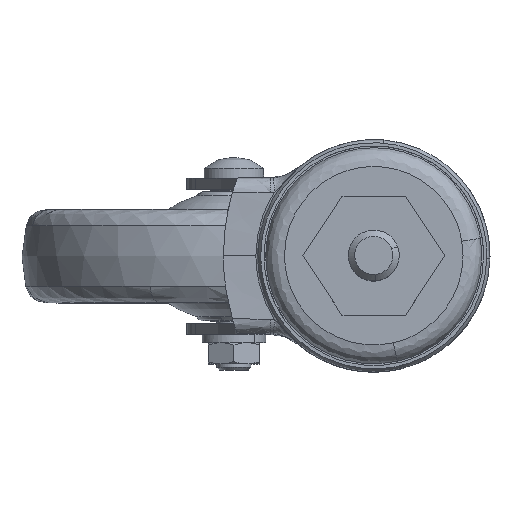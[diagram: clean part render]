
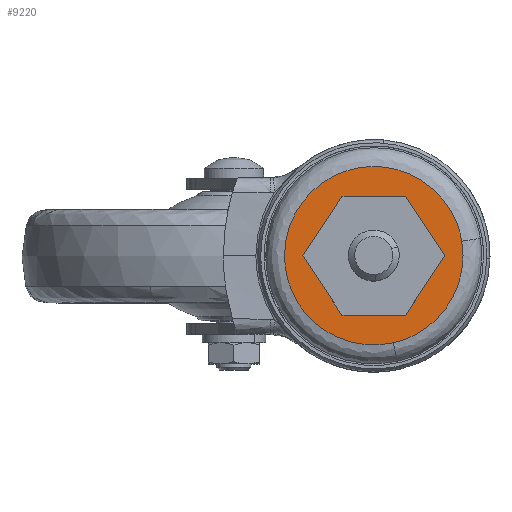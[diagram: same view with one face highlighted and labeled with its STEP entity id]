
A CAD part, top view. The second image highlights one B-rep face of the part: STEP entity #9220.
In plain terms, the highlighted free-form (B-spline) face has degree [1, 1] with [2, 2] control points.
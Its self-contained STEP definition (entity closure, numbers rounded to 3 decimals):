
#5385=CARTESIAN_POINT('',(-6.621,6.952,-1.8));
#5386=VERTEX_POINT('',#5385);
#5392=CARTESIAN_POINT('',(-9.6,0.0,-1.8));
#5393=VERTEX_POINT('',#5392);
#5394=CARTESIAN_POINT('',(-6.621,6.952,-1.8));
#5395=CARTESIAN_POINT('',(-9.6,4.114,-1.8));
#5396=CARTESIAN_POINT('',(-9.6,0.0,-1.8));
#5404=(BOUNDED_CURVE()B_SPLINE_CURVE(2,(#5394,#5395,#5396),.UNSPECIFIED.,.F.,.U.)B_SPLINE_CURVE_WITH_KNOTS((3,3),(0.371,0.5),.UNSPECIFIED.)CURVE()GEOMETRIC_REPRESENTATION_ITEM()RATIONAL_B_SPLINE_CURVE((0.854,0.849,1.0))REPRESENTATION_ITEM(''));
#5405=EDGE_CURVE('',#5386,#5393,#5404,.T.);
#5407=CARTESIAN_POINT('',(9.6,0.0,-1.8));
#5408=VERTEX_POINT('',#5407);
#5409=CARTESIAN_POINT('',(-9.6,0.0,-1.8));
#5410=CARTESIAN_POINT('',(-9.6,-9.6,-1.8));
#5411=CARTESIAN_POINT('',(0.,-9.6,-1.8));
#5412=CARTESIAN_POINT('',(9.6,-9.6,-1.8));
#5413=CARTESIAN_POINT('',(9.6,0.0,-1.8));
#5421=(BOUNDED_CURVE()B_SPLINE_CURVE(2,(#5409,#5410,#5411,#5412,#5413),.UNSPECIFIED.,.F.,.U.)B_SPLINE_CURVE_WITH_KNOTS((3,2,3),(0.5,0.75,1.0),.UNSPECIFIED.)CURVE()GEOMETRIC_REPRESENTATION_ITEM()RATIONAL_B_SPLINE_CURVE((1.0,0.707,1.0,0.707,1.0))REPRESENTATION_ITEM(''));
#5422=EDGE_CURVE('',#5393,#5408,#5421,.T.);
#5424=CARTESIAN_POINT('',(-0.084,9.6,-1.8));
#5425=VERTEX_POINT('',#5424);
#5426=CARTESIAN_POINT('',(9.6,0.0,-1.8));
#5427=CARTESIAN_POINT('',(9.6,9.6,-1.8));
#5428=CARTESIAN_POINT('',(0.,9.6,-1.8));
#5429=CARTESIAN_POINT('',(-0.042,9.6,-1.8));
#5430=CARTESIAN_POINT('',(-0.084,9.6,-1.8));
#5438=(BOUNDED_CURVE()B_SPLINE_CURVE(2,(#5426,#5427,#5428,#5429,#5430),.UNSPECIFIED.,.F.,.U.)B_SPLINE_CURVE_WITH_KNOTS((3,2,3),(0.0,0.25,0.252),.UNSPECIFIED.)CURVE()GEOMETRIC_REPRESENTATION_ITEM()RATIONAL_B_SPLINE_CURVE((1.0,0.707,1.0,0.998,0.996))REPRESENTATION_ITEM(''));
#5439=EDGE_CURVE('',#5408,#5425,#5438,.T.);
#5526=CARTESIAN_POINT('',(-0.084,9.6,-1.8));
#5527=CARTESIAN_POINT('',(-3.875,9.567,-1.8));
#5528=CARTESIAN_POINT('',(-6.621,6.952,-1.8));
#5536=(BOUNDED_CURVE()B_SPLINE_CURVE(2,(#5526,#5527,#5528),.UNSPECIFIED.,.F.,.U.)B_SPLINE_CURVE_WITH_KNOTS((3,3),(0.252,0.371),.UNSPECIFIED.)CURVE()GEOMETRIC_REPRESENTATION_ITEM()RATIONAL_B_SPLINE_CURVE((0.996,0.858,0.854))REPRESENTATION_ITEM(''));
#5537=EDGE_CURVE('',#5425,#5386,#5536,.T.);
#8196=CARTESIAN_POINT('',(4.607,-20.545,-1.8));
#8197=VERTEX_POINT('',#8196);
#8211=CARTESIAN_POINT('',(-21.055,0.0,-1.8));
#8212=VERTEX_POINT('',#8211);
#8213=CARTESIAN_POINT('',(4.607,-20.545,-1.8));
#8214=CARTESIAN_POINT('',(2.332,-21.055,-1.8));
#8215=CARTESIAN_POINT('',(0.0,-21.055,-1.8));
#8216=CARTESIAN_POINT('',(-21.055,-21.055,-1.8));
#8217=CARTESIAN_POINT('',(-21.055,0.0,-1.8));
#8225=(BOUNDED_CURVE()B_SPLINE_CURVE(2,(#8213,#8214,#8215,#8216,#8217),.UNSPECIFIED.,.F.,.U.)B_SPLINE_CURVE_WITH_KNOTS((3,2,3),(0.713,0.75,1.0),.UNSPECIFIED.)CURVE()GEOMETRIC_REPRESENTATION_ITEM()RATIONAL_B_SPLINE_CURVE((0.925,0.956,1.0,0.707,1.0))REPRESENTATION_ITEM(''));
#8226=EDGE_CURVE('',#8197,#8212,#8225,.T.);
#8228=CARTESIAN_POINT('',(20.774,3.424,-1.8));
#8229=VERTEX_POINT('',#8228);
#8230=CARTESIAN_POINT('',(-21.055,0.0,-1.8));
#8231=CARTESIAN_POINT('',(-21.055,21.055,-1.8));
#8232=CARTESIAN_POINT('',(0.0,21.055,-1.8));
#8233=CARTESIAN_POINT('',(17.868,21.055,-1.8));
#8234=CARTESIAN_POINT('',(20.774,3.424,-1.8));
#8242=(BOUNDED_CURVE()B_SPLINE_CURVE(2,(#8230,#8231,#8232,#8233,#8234),.UNSPECIFIED.,.F.,.U.)B_SPLINE_CURVE_WITH_KNOTS((3,2,3),(0.0,0.25,0.472),.UNSPECIFIED.)CURVE()GEOMETRIC_REPRESENTATION_ITEM()RATIONAL_B_SPLINE_CURVE((1.0,0.707,1.0,0.74,0.942))REPRESENTATION_ITEM(''));
#8243=EDGE_CURVE('',#8212,#8229,#8242,.T.);
#8324=CARTESIAN_POINT('',(21.055,0.0,-1.8));
#8325=VERTEX_POINT('',#8324);
#8326=CARTESIAN_POINT('',(20.774,3.424,-1.8));
#8327=CARTESIAN_POINT('',(21.055,1.724,-1.8));
#8328=CARTESIAN_POINT('',(21.055,0.0,-1.8));
#8336=(BOUNDED_CURVE()B_SPLINE_CURVE(2,(#8326,#8327,#8328),.UNSPECIFIED.,.F.,.U.)B_SPLINE_CURVE_WITH_KNOTS((3,3),(0.472,0.5),.UNSPECIFIED.)CURVE()GEOMETRIC_REPRESENTATION_ITEM()RATIONAL_B_SPLINE_CURVE((0.942,0.967,1.0))REPRESENTATION_ITEM(''));
#8337=EDGE_CURVE('',#8229,#8325,#8336,.T.);
#8339=CARTESIAN_POINT('',(21.055,0.0,-1.8));
#8340=CARTESIAN_POINT('',(21.055,-16.856,-1.8));
#8341=CARTESIAN_POINT('',(4.607,-20.545,-1.8));
#8349=(BOUNDED_CURVE()B_SPLINE_CURVE(2,(#8339,#8340,#8341),.UNSPECIFIED.,.F.,.U.)B_SPLINE_CURVE_WITH_KNOTS((3,3),(0.5,0.713),.UNSPECIFIED.)CURVE()GEOMETRIC_REPRESENTATION_ITEM()RATIONAL_B_SPLINE_CURVE((1.0,0.751,0.925))REPRESENTATION_ITEM(''));
#8350=EDGE_CURVE('',#8325,#8197,#8349,.T.);
#9203=CARTESIAN_POINT('',(-23.158,-23.154,-1.8));
#9204=CARTESIAN_POINT('',(23.158,-23.154,-1.8));
#9205=CARTESIAN_POINT('',(-23.158,23.155,-1.8));
#9206=CARTESIAN_POINT('',(23.158,23.155,-1.8));
#9207=B_SPLINE_SURFACE_WITH_KNOTS('',1,1,((#9203,#9205),(#9204,#9206)),.UNSPECIFIED.,.F.,.F.,.U.,(2,2),(2,2),(0.0,46.316),(0.0,46.309),.UNSPECIFIED.);
#9208=ORIENTED_EDGE('',*,*,#8226,.F.);
#9209=ORIENTED_EDGE('',*,*,#8350,.F.);
#9210=ORIENTED_EDGE('',*,*,#8337,.F.);
#9211=ORIENTED_EDGE('',*,*,#8243,.F.);
#9212=EDGE_LOOP('',(#9208,#9209,#9210,#9211));
#9213=FACE_OUTER_BOUND('',#9212,.T.);
#9214=ORIENTED_EDGE('',*,*,#5422,.F.);
#9215=ORIENTED_EDGE('',*,*,#5405,.F.);
#9216=ORIENTED_EDGE('',*,*,#5537,.F.);
#9217=ORIENTED_EDGE('',*,*,#5439,.F.);
#9218=EDGE_LOOP('',(#9214,#9215,#9216,#9217));
#9219=FACE_BOUND('',#9218,.T.);
#9220=ADVANCED_FACE('',(#9213,#9219),#9207,.T.);
